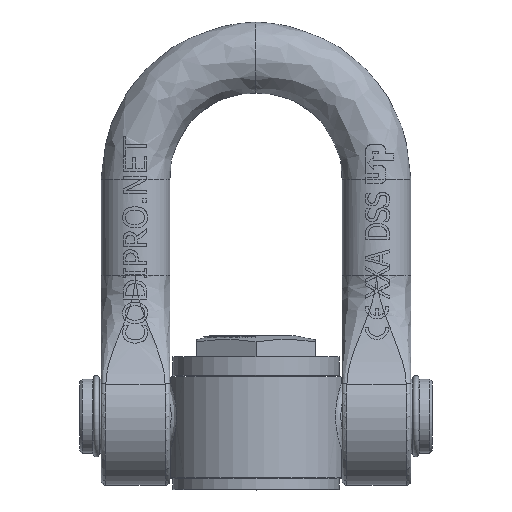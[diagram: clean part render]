
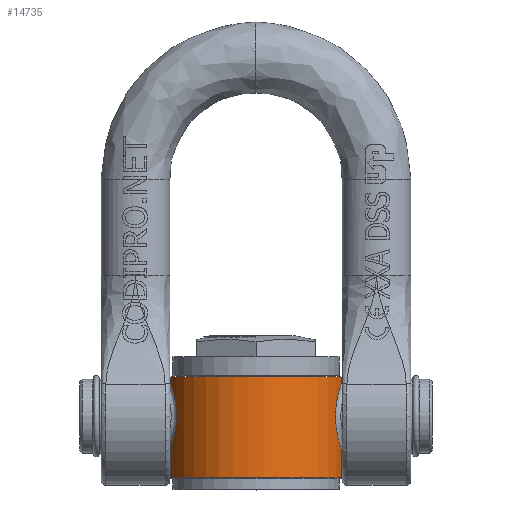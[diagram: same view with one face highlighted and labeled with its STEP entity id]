
A CAD part, top view. The second image highlights one B-rep face of the part: STEP entity #14735.
In plain terms, the highlighted cylindrical face has radius 37.5 mm (diameter 75 mm), a partial arc.
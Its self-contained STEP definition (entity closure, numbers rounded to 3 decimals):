
#734=ELLIPSE('',#15768,17.07,15.009);
#735=ELLIPSE('',#15769,17.07,15.009);
#738=ELLIPSE('',#15772,17.07,15.009);
#739=ELLIPSE('',#15773,17.07,15.009);
#1459=FACE_OUTER_BOUND('',#2356,.T.);
#2356=EDGE_LOOP('',(#11797,#11798,#11799,#11800,#11801,#11802,#11803,#11804,
#11805,#11806,#11807,#11808,#11809,#11810,#11811,#11812));
#3237=B_SPLINE_CURVE_WITH_KNOTS('',3,(#26353,#26354,#26355,#26356,#26357,
#26358,#26359,#26360),.UNSPECIFIED.,.F.,.F.,(4,2,2,4),(1.872,
1.928,1.992,1.994),.UNSPECIFIED.);
#3242=B_SPLINE_CURVE_WITH_KNOTS('',3,(#26420,#26421,#26422,#26423,#26424,
#26425,#26426,#26427),.UNSPECIFIED.,.F.,.F.,(4,2,2,4),(1.268,
1.288,1.331,1.348),.UNSPECIFIED.);
#3252=B_SPLINE_CURVE_WITH_KNOTS('',3,(#26515,#26516,#26517,#26518,#26519,
#26520),.UNSPECIFIED.,.F.,.F.,(4,2,4),(1.948,2.012,
2.057),.UNSPECIFIED.);
#3253=B_SPLINE_CURVE_WITH_KNOTS('',3,(#26530,#26531,#26532,#26533,#26534,
#26535,#26536,#26537),.UNSPECIFIED.,.F.,.F.,(4,2,2,4),(1.268,
1.288,1.331,1.348),.UNSPECIFIED.);
#3263=B_SPLINE_CURVE_WITH_KNOTS('',3,(#26677,#26678,#26679,#26680,#26681,
#26682,#26683,#26684,#26685),.UNSPECIFIED.,.F.,.F.,(4,1,1,1,1,1,4),(-13.112,
-12.433,-12.192,-11.709,-11.226,
-10.743,-9.823),.UNSPECIFIED.);
#3265=B_SPLINE_CURVE_WITH_KNOTS('',3,(#26793,#26794,#26795,#26796,#26797,
#26798,#26799,#26800,#26801),.UNSPECIFIED.,.F.,.F.,(4,1,1,1,1,1,4),(-13.112,
-12.433,-12.192,-11.709,-11.226,
-10.743,-9.823),.UNSPECIFIED.);
#3798=CIRCLE('',#15782,37.5);
#3802=CIRCLE('',#15788,37.5);
#4627=LINE('',#26526,#5408);
#4631=LINE('',#26886,#5412);
#4633=LINE('',#26890,#5414);
#4634=LINE('',#26892,#5415);
#5408=VECTOR('',#17941,10.);
#5412=VECTOR('',#18019,10.);
#5414=VECTOR('',#18025,10.);
#5415=VECTOR('',#18028,10.);
#6489=VERTEX_POINT('',#26296);
#6495=VERTEX_POINT('',#26351);
#6503=VERTEX_POINT('',#26406);
#6504=VERTEX_POINT('',#26419);
#6513=VERTEX_POINT('',#26478);
#6516=VERTEX_POINT('',#26513);
#6518=VERTEX_POINT('',#26524);
#6519=VERTEX_POINT('',#26528);
#6520=VERTEX_POINT('',#26529);
#6534=VERTEX_POINT('',#26674);
#6535=VERTEX_POINT('',#26676);
#6538=VERTEX_POINT('',#26790);
#6539=VERTEX_POINT('',#26792);
#6545=VERTEX_POINT('',#26870);
#6546=VERTEX_POINT('',#26872);
#6549=VERTEX_POINT('',#26882);
#8371=EDGE_CURVE('',#6495,#6489,#3237,.T.);
#8380=EDGE_CURVE('',#6504,#6503,#3242,.F.);
#8396=EDGE_CURVE('',#6516,#6513,#3252,.T.);
#8399=EDGE_CURVE('',#6516,#6518,#4627,.T.);
#8400=EDGE_CURVE('',#6519,#6520,#3253,.F.);
#8417=EDGE_CURVE('',#6513,#6534,#734,.F.);
#8418=EDGE_CURVE('',#6534,#6535,#3263,.T.);
#8419=EDGE_CURVE('',#6503,#6535,#735,.T.);
#8423=EDGE_CURVE('',#6489,#6538,#738,.F.);
#8424=EDGE_CURVE('',#6538,#6539,#3265,.T.);
#8425=EDGE_CURVE('',#6520,#6539,#739,.T.);
#8433=EDGE_CURVE('',#6545,#6546,#3798,.T.);
#8439=EDGE_CURVE('',#6549,#6518,#3802,.T.);
#8440=EDGE_CURVE('',#6545,#6504,#4631,.T.);
#8442=EDGE_CURVE('',#6549,#6519,#4633,.T.);
#8443=EDGE_CURVE('',#6495,#6546,#4634,.T.);
#11797=ORIENTED_EDGE('',*,*,#8418,.F.);
#11798=ORIENTED_EDGE('',*,*,#8417,.F.);
#11799=ORIENTED_EDGE('',*,*,#8396,.F.);
#11800=ORIENTED_EDGE('',*,*,#8399,.T.);
#11801=ORIENTED_EDGE('',*,*,#8439,.F.);
#11802=ORIENTED_EDGE('',*,*,#8442,.T.);
#11803=ORIENTED_EDGE('',*,*,#8400,.T.);
#11804=ORIENTED_EDGE('',*,*,#8425,.T.);
#11805=ORIENTED_EDGE('',*,*,#8424,.F.);
#11806=ORIENTED_EDGE('',*,*,#8423,.F.);
#11807=ORIENTED_EDGE('',*,*,#8371,.F.);
#11808=ORIENTED_EDGE('',*,*,#8443,.T.);
#11809=ORIENTED_EDGE('',*,*,#8433,.F.);
#11810=ORIENTED_EDGE('',*,*,#8440,.T.);
#11811=ORIENTED_EDGE('',*,*,#8380,.T.);
#11812=ORIENTED_EDGE('',*,*,#8419,.T.);
#14250=CYLINDRICAL_SURFACE('',#15793,37.5);
#14735=ADVANCED_FACE('',(#1459),#14250,.T.);
#15768=AXIS2_PLACEMENT_3D('',#26675,#17972,#17973);
#15769=AXIS2_PLACEMENT_3D('',#26686,#17974,#17975);
#15772=AXIS2_PLACEMENT_3D('',#26791,#17980,#17981);
#15773=AXIS2_PLACEMENT_3D('',#26802,#17982,#17983);
#15782=AXIS2_PLACEMENT_3D('',#26873,#18001,#18002);
#15788=AXIS2_PLACEMENT_3D('',#26884,#18015,#18016);
#15793=AXIS2_PLACEMENT_3D('',#26893,#18029,#18030);
#17941=DIRECTION('',(0.,0.,-1.));
#17972=DIRECTION('center_axis',(0.093,-0.97,-0.224));
#17973=DIRECTION('ref_axis',(0.374,0.243,-0.895));
#17974=DIRECTION('center_axis',(0.093,-0.97,0.224));
#17975=DIRECTION('ref_axis',(-0.374,-0.243,-0.895));
#17980=DIRECTION('center_axis',(0.093,0.97,0.224));
#17981=DIRECTION('ref_axis',(0.374,-0.243,0.895));
#17982=DIRECTION('center_axis',(0.093,0.97,-0.224));
#17983=DIRECTION('ref_axis',(-0.374,0.243,0.895));
#18001=DIRECTION('center_axis',(0.,0.,1.));
#18002=DIRECTION('ref_axis',(-1.,0.,0.));
#18015=DIRECTION('center_axis',(0.,0.,-1.));
#18016=DIRECTION('ref_axis',(-1.,0.,0.));
#18019=DIRECTION('',(0.,0.,-1.));
#18025=DIRECTION('',(0.,0.,1.));
#18028=DIRECTION('',(0.,0.,1.));
#18029=DIRECTION('center_axis',(0.,0.,1.));
#18030=DIRECTION('ref_axis',(-1.,0.,0.));
#26296=CARTESIAN_POINT('',(-10.379,-36.035,40.193));
#26351=CARTESIAN_POINT('',(-10.5,-36.,40.62));
#26353=CARTESIAN_POINT('Ctrl Pts',(-10.5,-36.,40.62));
#26354=CARTESIAN_POINT('Ctrl Pts',(-10.5,-36.,40.549));
#26355=CARTESIAN_POINT('Ctrl Pts',(-10.493,-36.002,
40.479));
#26356=CARTESIAN_POINT('Ctrl Pts',(-10.458,-36.012,
40.333));
#26357=CARTESIAN_POINT('Ctrl Pts',(-10.428,-36.021,40.261));
#26358=CARTESIAN_POINT('Ctrl Pts',(-10.381,-36.034,
40.195));
#26359=CARTESIAN_POINT('Ctrl Pts',(-10.38,-36.035,
40.194));
#26360=CARTESIAN_POINT('Ctrl Pts',(-10.379,-36.035,
40.193));
#26406=CARTESIAN_POINT('',(-10.379,36.035,40.193));
#26419=CARTESIAN_POINT('',(-10.5,36.,40.62));
#26420=CARTESIAN_POINT('Ctrl Pts',(-10.379,36.035,40.193));
#26421=CARTESIAN_POINT('Ctrl Pts',(-10.401,36.029,40.223));
#26422=CARTESIAN_POINT('Ctrl Pts',(-10.42,36.023,40.255));
#26423=CARTESIAN_POINT('Ctrl Pts',(-10.469,36.009,40.363));
#26424=CARTESIAN_POINT('Ctrl Pts',(-10.488,36.004,40.443));
#26425=CARTESIAN_POINT('Ctrl Pts',(-10.499,36.,40.556));
#26426=CARTESIAN_POINT('Ctrl Pts',(-10.5,36.,40.588));
#26427=CARTESIAN_POINT('Ctrl Pts',(-10.5,36.,40.62));
#26478=CARTESIAN_POINT('',(-10.379,36.035,11.807));
#26513=CARTESIAN_POINT('',(-10.5,36.,11.38));
#26515=CARTESIAN_POINT('Ctrl Pts',(-10.5,36.,11.38));
#26516=CARTESIAN_POINT('Ctrl Pts',(-10.5,36.,11.469));
#26517=CARTESIAN_POINT('Ctrl Pts',(-10.489,36.003,11.558));
#26518=CARTESIAN_POINT('Ctrl Pts',(-10.443,36.017,11.702));
#26519=CARTESIAN_POINT('Ctrl Pts',(-10.415,36.025,11.757));
#26520=CARTESIAN_POINT('Ctrl Pts',(-10.379,36.035,11.807));
#26524=CARTESIAN_POINT('',(-10.5,36.,0.));
#26526=CARTESIAN_POINT('',(-10.5,36.,0.));
#26528=CARTESIAN_POINT('',(-10.5,-36.,11.38));
#26529=CARTESIAN_POINT('',(-10.379,-36.035,11.807));
#26530=CARTESIAN_POINT('Ctrl Pts',(-10.379,-36.035,
11.807));
#26531=CARTESIAN_POINT('Ctrl Pts',(-10.401,-36.029,
11.777));
#26532=CARTESIAN_POINT('Ctrl Pts',(-10.42,-36.023,11.745));
#26533=CARTESIAN_POINT('Ctrl Pts',(-10.469,-36.009,
11.637));
#26534=CARTESIAN_POINT('Ctrl Pts',(-10.488,-36.004,
11.557));
#26535=CARTESIAN_POINT('Ctrl Pts',(-10.499,-36.,
11.444));
#26536=CARTESIAN_POINT('Ctrl Pts',(-10.5,-36.,11.412));
#26537=CARTESIAN_POINT('Ctrl Pts',(-10.5,-36.,11.38));
#26674=CARTESIAN_POINT('',(-10.5,36.,11.909));
#26675=CARTESIAN_POINT('Origin',(-1.565,33.962,24.447));
#26676=CARTESIAN_POINT('',(-10.5,36.,40.091));
#26677=CARTESIAN_POINT('Ctrl Pts',(-10.5,36.,11.909));
#26678=CARTESIAN_POINT('Ctrl Pts',(-12.119,35.527,13.282));
#26679=CARTESIAN_POINT('Ctrl Pts',(-13.982,34.822,15.566));
#26680=CARTESIAN_POINT('Ctrl Pts',(-15.92,33.964,19.672));
#26681=CARTESIAN_POINT('Ctrl Pts',(-16.924,33.465,23.558));
#26682=CARTESIAN_POINT('Ctrl Pts',(-16.925,33.463,28.443));
#26683=CARTESIAN_POINT('Ctrl Pts',(-15.354,34.246,34.515));
#26684=CARTESIAN_POINT('Ctrl Pts',(-12.695,35.359,38.229));
#26685=CARTESIAN_POINT('Ctrl Pts',(-10.5,36.,40.091));
#26686=CARTESIAN_POINT('Origin',(-1.564,33.962,27.553));
#26790=CARTESIAN_POINT('',(-10.5,-36.,40.091));
#26791=CARTESIAN_POINT('Origin',(-1.565,-33.962,27.553));
#26792=CARTESIAN_POINT('',(-10.5,-36.,11.909));
#26793=CARTESIAN_POINT('Ctrl Pts',(-10.5,-36.,
40.091));
#26794=CARTESIAN_POINT('Ctrl Pts',(-12.119,-35.527,
38.718));
#26795=CARTESIAN_POINT('Ctrl Pts',(-13.982,-34.822,
36.434));
#26796=CARTESIAN_POINT('Ctrl Pts',(-15.92,-33.964,
32.328));
#26797=CARTESIAN_POINT('Ctrl Pts',(-16.924,-33.465,
28.442));
#26798=CARTESIAN_POINT('Ctrl Pts',(-16.925,-33.463,23.557));
#26799=CARTESIAN_POINT('Ctrl Pts',(-15.354,-34.246,
17.485));
#26800=CARTESIAN_POINT('Ctrl Pts',(-12.695,-35.359,
13.771));
#26801=CARTESIAN_POINT('Ctrl Pts',(-10.5,-36.,
11.909));
#26802=CARTESIAN_POINT('Origin',(-1.565,-33.962,24.447));
#26870=CARTESIAN_POINT('',(-10.5,36.,42.5));
#26872=CARTESIAN_POINT('',(-10.5,-36.,42.5));
#26873=CARTESIAN_POINT('Origin',(0.,0.,42.5));
#26882=CARTESIAN_POINT('',(-10.5,-36.,0.));
#26884=CARTESIAN_POINT('Origin',(0.,0.,0.));
#26886=CARTESIAN_POINT('',(-10.5,36.,0.));
#26890=CARTESIAN_POINT('',(-10.5,-36.,0.));
#26892=CARTESIAN_POINT('',(-10.5,-36.,0.));
#26893=CARTESIAN_POINT('Origin',(0.,0.,0.));
